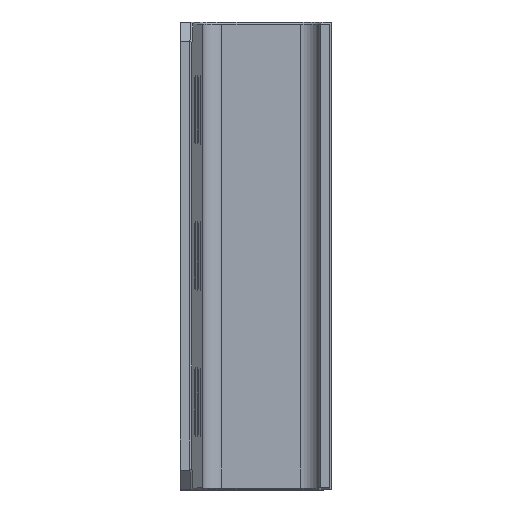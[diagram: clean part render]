
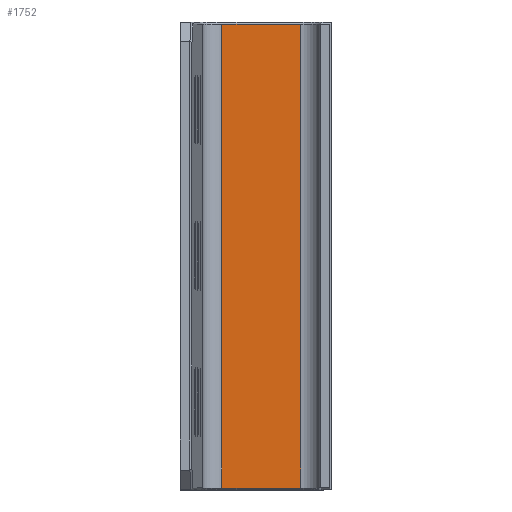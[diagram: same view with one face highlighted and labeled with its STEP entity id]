
A CAD part, top view. The second image highlights one B-rep face of the part: STEP entity #1752.
In plain terms, the highlighted planar face has unit normal (0, 0, 1).
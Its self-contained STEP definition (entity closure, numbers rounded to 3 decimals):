
#128=PLANE('',#1924);
#215=FACE_OUTER_BOUND('',#318,.T.);
#318=EDGE_LOOP('',(#1548,#1549,#1550,#1551));
#359=LINE('',#2479,#535);
#374=LINE('',#2526,#550);
#509=LINE('',#2917,#685);
#510=LINE('',#2919,#686);
#535=VECTOR('',#1976,10.);
#550=VECTOR('',#2011,10.);
#685=VECTOR('',#2408,10.);
#686=VECTOR('',#2411,10.);
#750=VERTEX_POINT('',#2473);
#751=VERTEX_POINT('',#2477);
#762=VERTEX_POINT('',#2516);
#764=VERTEX_POINT('',#2522);
#918=EDGE_CURVE('',#751,#750,#359,.T.);
#938=EDGE_CURVE('',#762,#764,#374,.T.);
#1135=EDGE_CURVE('',#750,#762,#509,.T.);
#1136=EDGE_CURVE('',#764,#751,#510,.T.);
#1548=ORIENTED_EDGE('',*,*,#918,.F.);
#1549=ORIENTED_EDGE('',*,*,#1136,.F.);
#1550=ORIENTED_EDGE('',*,*,#938,.F.);
#1551=ORIENTED_EDGE('',*,*,#1135,.F.);
#1752=ADVANCED_FACE('',(#215),#128,.T.);
#1924=AXIS2_PLACEMENT_3D('',#2918,#2409,#2410);
#1976=DIRECTION('',(-1.,0.,0.));
#2011=DIRECTION('',(1.,0.,0.));
#2408=DIRECTION('',(0.,1.,0.));
#2409=DIRECTION('center_axis',(0.,0.,1.));
#2410=DIRECTION('ref_axis',(1.,0.,0.));
#2411=DIRECTION('',(0.,-1.,0.));
#2473=CARTESIAN_POINT('',(13.576,0.635,4.445));
#2477=CARTESIAN_POINT('',(39.247,0.635,4.445));
#2479=CARTESIAN_POINT('',(16.101,0.635,4.445));
#2516=CARTESIAN_POINT('',(13.576,151.765,4.445));
#2522=CARTESIAN_POINT('',(39.247,151.765,4.445));
#2526=CARTESIAN_POINT('',(16.101,151.765,4.445));
#2917=CARTESIAN_POINT('',(13.576,0.,4.445));
#2918=CARTESIAN_POINT('Origin',(7.497,0.,4.445));
#2919=CARTESIAN_POINT('',(39.247,0.,4.445));
